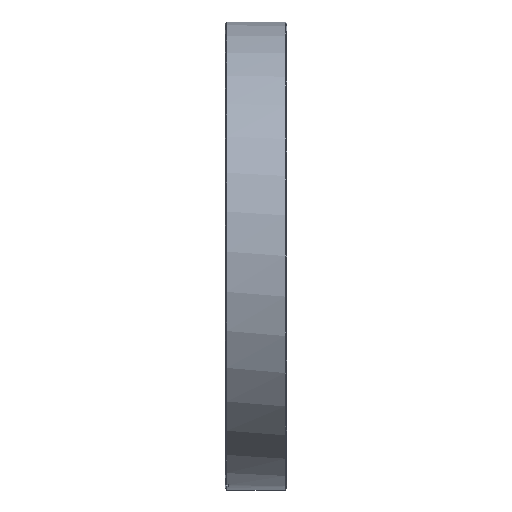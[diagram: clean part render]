
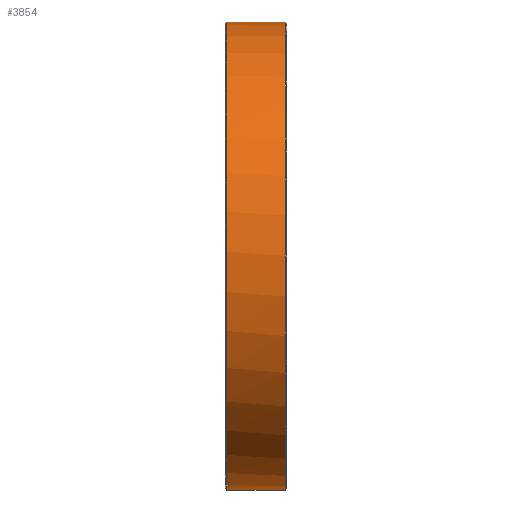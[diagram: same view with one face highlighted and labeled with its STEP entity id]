
A CAD part, left-side view. The second image highlights one B-rep face of the part: STEP entity #3854.
In plain terms, the highlighted cylindrical face has radius 75.8 mm (diameter 151.6 mm), a partial arc.
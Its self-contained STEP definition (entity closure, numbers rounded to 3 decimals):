
#110 = DIRECTION ( 'NONE',  ( 0., 1., 0. ) ) ;
#112 = CARTESIAN_POINT ( 'NONE',  ( 0., 19.776, 0. ) ) ;
#115 = CYLINDRICAL_SURFACE ( 'NONE', #3213, 75.8 ) ;
#116 = FACE_OUTER_BOUND ( 'NONE', #1371, .T. ) ;
#118 = DIRECTION ( 'NONE',  ( 0., 0., 1. ) ) ;
#369 = CARTESIAN_POINT ( 'NONE',  ( -13.806, -0.5, -74.532 ) ) ;
#370 = CARTESIAN_POINT ( 'NONE',  ( 0., -0.5, -75.8 ) ) ;
#373 = CARTESIAN_POINT ( 'NONE',  ( 0., -19.4, 75.8 ) ) ;
#374 = CARTESIAN_POINT ( 'NONE',  ( 0., -19.4, -75.8 ) ) ;
#382 = CARTESIAN_POINT ( 'NONE',  ( 0., -0.5, 75.8 ) ) ;
#394 = CARTESIAN_POINT ( 'NONE',  ( -15.767, -0.5, -74.142 ) ) ;
#399 = CARTESIAN_POINT ( 'NONE',  ( -15.767, -1., -74.142 ) ) ;
#400 = CARTESIAN_POINT ( 'NONE',  ( -13.806, -1., -74.532 ) ) ;
#1140 = CIRCLE ( 'NONE', #1144, 75.8 ) ;
#1144 = AXIS2_PLACEMENT_3D ( 'NONE', #4218, #4219, #4220 ) ;
#1258 = VERTEX_POINT ( 'NONE', #369 ) ;
#1259 = VERTEX_POINT ( 'NONE', #370 ) ;
#1262 = VERTEX_POINT ( 'NONE', #373 ) ;
#1263 = VERTEX_POINT ( 'NONE', #374 ) ;
#1271 = VERTEX_POINT ( 'NONE', #382 ) ;
#1283 = VERTEX_POINT ( 'NONE', #394 ) ;
#1288 = VERTEX_POINT ( 'NONE', #399 ) ;
#1289 = VERTEX_POINT ( 'NONE', #400 ) ;
#1371 = EDGE_LOOP ( 'NONE', ( #1472, #1473, #1474, #1475, #1476, #1477, #1478, #1479 ) ) ;
#1472 = ORIENTED_EDGE ( 'NONE', *, *, #2872, .F. ) ;
#1473 = ORIENTED_EDGE ( 'NONE', *, *, #3783, .T. ) ;
#1474 = ORIENTED_EDGE ( 'NONE', *, *, #2878, .T. ) ;
#1475 = ORIENTED_EDGE ( 'NONE', *, *, #2911, .T. ) ;
#1476 = ORIENTED_EDGE ( 'NONE', *, *, #3784, .F. ) ;
#1477 = ORIENTED_EDGE ( 'NONE', *, *, #3785, .T. ) ;
#1478 = ORIENTED_EDGE ( 'NONE', *, *, #3786, .T. ) ;
#1479 = ORIENTED_EDGE ( 'NONE', *, *, #2831, .T. ) ;
#1699 = VECTOR ( 'NONE', #2166, 1000. ) ;
#1711 = VECTOR ( 'NONE', #2184, 1000. ) ;
#1761 = CIRCLE ( 'NONE', #1763, 75.8 ) ;
#1763 = AXIS2_PLACEMENT_3D ( 'NONE', #2281, #2282, #2283 ) ;
#2158 = LINE ( 'NONE', #2165, #1699 ) ;
#2165 = CARTESIAN_POINT ( 'NONE',  ( 0., 19.776, -75.8 ) ) ;
#2166 = DIRECTION ( 'NONE',  ( 0., 1., 0. ) ) ;
#2173 = LINE ( 'NONE', #2174, #1711 ) ;
#2174 = CARTESIAN_POINT ( 'NONE',  ( 0., 19.776, 75.8 ) ) ;
#2184 = DIRECTION ( 'NONE',  ( 0., 1., 0. ) ) ;
#2281 = CARTESIAN_POINT ( 'NONE',  ( 0., -0.5, 0. ) ) ;
#2282 = DIRECTION ( 'NONE',  ( 0., -1., 0. ) ) ;
#2283 = DIRECTION ( 'NONE',  ( 0., 0., 1. ) ) ;
#2831 = EDGE_CURVE ( 'NONE', #1258, #1259, #1140, .T. ) ;
#2872 = EDGE_CURVE ( 'NONE', #1263, #1259, #2158, .T. ) ;
#2878 = EDGE_CURVE ( 'NONE', #1262, #1271, #2173, .T. ) ;
#2911 = EDGE_CURVE ( 'NONE', #1271, #1283, #1761, .T. ) ;
#3081 = CIRCLE ( 'NONE', #3084, 75.8 ) ;
#3083 = VECTOR ( 'NONE', #3606, 1000. ) ;
#3084 = AXIS2_PLACEMENT_3D ( 'NONE', #3603, #3604, #3605 ) ;
#3085 = CIRCLE ( 'NONE', #3087, 75.8 ) ;
#3086 = VECTOR ( 'NONE', #3610, 1000. ) ;
#3087 = AXIS2_PLACEMENT_3D ( 'NONE', #3607, #3608, #3609 ) ;
#3213 = AXIS2_PLACEMENT_3D ( 'NONE', #112, #110, #118 ) ;
#3596 = LINE ( 'NONE', #3597, #3083 ) ;
#3597 = CARTESIAN_POINT ( 'NONE',  ( -15.767, 19.776, -74.142 ) ) ;
#3601 = LINE ( 'NONE', #3602, #3086 ) ;
#3602 = CARTESIAN_POINT ( 'NONE',  ( -13.806, 19.776, -74.532 ) ) ;
#3603 = CARTESIAN_POINT ( 'NONE',  ( 0., -19.4, 0. ) ) ;
#3604 = DIRECTION ( 'NONE',  ( 0., 1., 0. ) ) ;
#3605 = DIRECTION ( 'NONE',  ( 0., 0., -1. ) ) ;
#3606 = DIRECTION ( 'NONE',  ( 0., 1., 0. ) ) ;
#3607 = CARTESIAN_POINT ( 'NONE',  ( 0., -1., 0. ) ) ;
#3608 = DIRECTION ( 'NONE',  ( 0., -1., 0. ) ) ;
#3609 = DIRECTION ( 'NONE',  ( 0., 0., 1. ) ) ;
#3610 = DIRECTION ( 'NONE',  ( 0., 1., 0. ) ) ;
#3783 = EDGE_CURVE ( 'NONE', #1263, #1262, #3081, .T. ) ;
#3784 = EDGE_CURVE ( 'NONE', #1288, #1283, #3596, .T. ) ;
#3785 = EDGE_CURVE ( 'NONE', #1288, #1289, #3085, .T. ) ;
#3786 = EDGE_CURVE ( 'NONE', #1289, #1258, #3601, .T. ) ;
#3854 = ADVANCED_FACE ( 'NONE', ( #116 ), #115, .T. ) ;
#4218 = CARTESIAN_POINT ( 'NONE',  ( 0., -0.5, 0. ) ) ;
#4219 = DIRECTION ( 'NONE',  ( 0., -1., 0. ) ) ;
#4220 = DIRECTION ( 'NONE',  ( 0., 0., 1. ) ) ;
